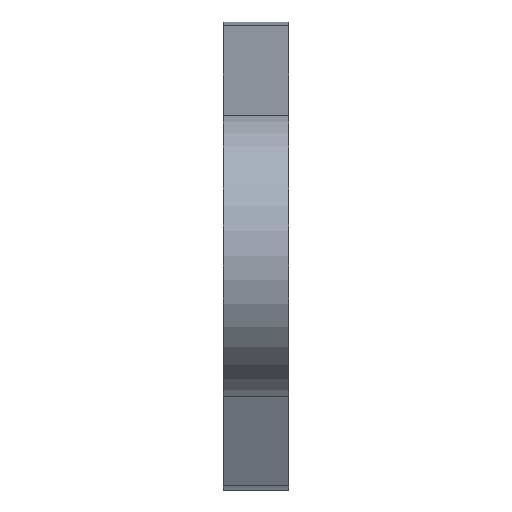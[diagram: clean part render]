
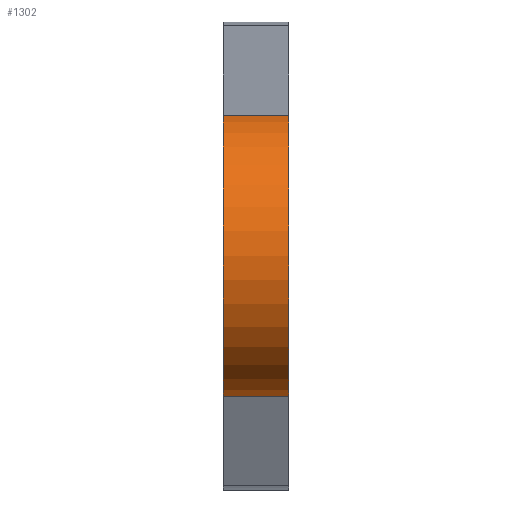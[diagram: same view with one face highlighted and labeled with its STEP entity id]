
A CAD part, left-side view. The second image highlights one B-rep face of the part: STEP entity #1302.
In plain terms, the highlighted cylindrical face has radius 11 mm (diameter 22 mm), a partial arc.
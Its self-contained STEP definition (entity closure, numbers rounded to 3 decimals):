
#9 = DIRECTION ( 'NONE',  ( 0., -1., 0. ) ) ;
#10 = EDGE_CURVE ( 'NONE', #1120, #827, #516, .T. ) ;
#22 = ORIENTED_EDGE ( 'NONE', *, *, #1108, .F. ) ;
#47 = VECTOR ( 'NONE', #1285, 1000. ) ;
#61 = VECTOR ( 'NONE', #9, 1000. ) ;
#133 = VERTEX_POINT ( 'NONE', #1259 ) ;
#140 = ORIENTED_EDGE ( 'NONE', *, *, #966, .T. ) ;
#152 = DIRECTION ( 'NONE',  ( 0., 0., 1. ) ) ;
#187 = CARTESIAN_POINT ( 'NONE',  ( -37., 2.5, 0. ) ) ;
#288 = CIRCLE ( 'NONE', #1315, 11. ) ;
#313 = CIRCLE ( 'NONE', #973, 11. ) ;
#361 = CARTESIAN_POINT ( 'NONE',  ( -37., 2.5, 0. ) ) ;
#460 = CARTESIAN_POINT ( 'NONE',  ( -39.081, 2.5, -10.801 ) ) ;
#461 = ORIENTED_EDGE ( 'NONE', *, *, #778, .T. ) ;
#516 = LINE ( 'NONE', #934, #61 ) ;
#527 = DIRECTION ( 'NONE',  ( 0., 0., -1. ) ) ;
#538 = DIRECTION ( 'NONE',  ( 0., 1., 0. ) ) ;
#598 = DIRECTION ( 'NONE',  ( 0., -1., 0. ) ) ;
#659 = LINE ( 'NONE', #460, #47 ) ;
#700 = FACE_OUTER_BOUND ( 'NONE', #1013, .T. ) ;
#745 = DIRECTION ( 'NONE',  ( 0., 1., 0. ) ) ;
#767 = ORIENTED_EDGE ( 'NONE', *, *, #10, .F. ) ;
#778 = EDGE_CURVE ( 'NONE', #133, #1311, #659, .T. ) ;
#827 = VERTEX_POINT ( 'NONE', #987 ) ;
#934 = CARTESIAN_POINT ( 'NONE',  ( -39.081, 2.5, 10.801 ) ) ;
#963 = CARTESIAN_POINT ( 'NONE',  ( -39.081, 2.5, 10.801 ) ) ;
#966 = EDGE_CURVE ( 'NONE', #1311, #827, #313, .T. ) ;
#973 = AXIS2_PLACEMENT_3D ( 'NONE', #1258, #745, #1158 ) ;
#987 = CARTESIAN_POINT ( 'NONE',  ( -39.081, -2.5, 10.801 ) ) ;
#1013 = EDGE_LOOP ( 'NONE', ( #140, #767, #22, #461 ) ) ;
#1037 = AXIS2_PLACEMENT_3D ( 'NONE', #187, #598, #527 ) ;
#1108 = EDGE_CURVE ( 'NONE', #133, #1120, #288, .T. ) ;
#1115 = CYLINDRICAL_SURFACE ( 'NONE', #1037, 11. ) ;
#1120 = VERTEX_POINT ( 'NONE', #963 ) ;
#1158 = DIRECTION ( 'NONE',  ( 0., 0., 1. ) ) ;
#1258 = CARTESIAN_POINT ( 'NONE',  ( -37., -2.5, 0. ) ) ;
#1259 = CARTESIAN_POINT ( 'NONE',  ( -39.081, 2.5, -10.801 ) ) ;
#1285 = DIRECTION ( 'NONE',  ( 0., -1., 0. ) ) ;
#1302 = ADVANCED_FACE ( 'NONE', ( #700 ), #1115, .T. ) ;
#1311 = VERTEX_POINT ( 'NONE', #1328 ) ;
#1315 = AXIS2_PLACEMENT_3D ( 'NONE', #361, #538, #152 ) ;
#1328 = CARTESIAN_POINT ( 'NONE',  ( -39.081, -2.5, -10.801 ) ) ;
